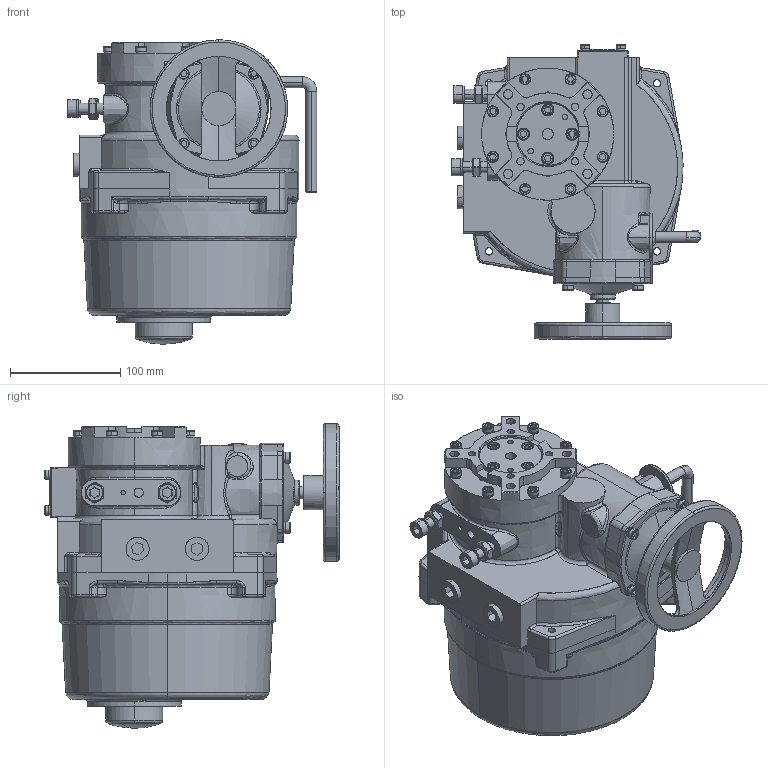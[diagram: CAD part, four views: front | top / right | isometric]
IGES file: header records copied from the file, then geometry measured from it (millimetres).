
Start section: SolidWorks IGES file using analytic representation for surfaces
Global section: file name: RCEL015_019.IGS; native system: SolidWorks 2018; preprocessor: SolidWorks 2018; author: sara.marklund; date: 180816.152052; units: millimetre
Bounding box: 226.69 x 267.1 x 276.5 mm (x, y, z)
Surface area: 296802.6 mm2 (no closed solid volume)
Topology: 0 solids, 0 shells, 1508 faces, 18306 edges, 18267 vertices
Faces by surface type: bspline 810, revolution 698
